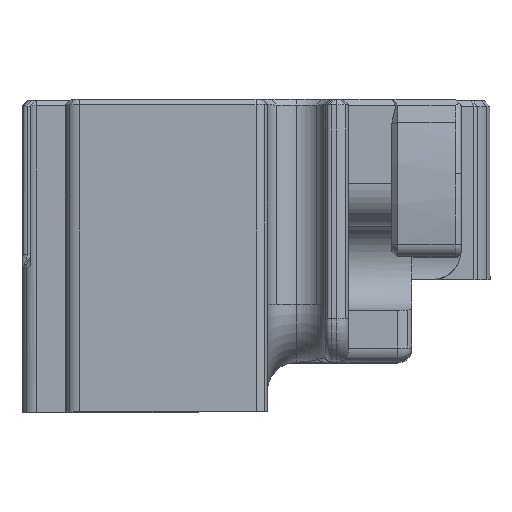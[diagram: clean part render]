
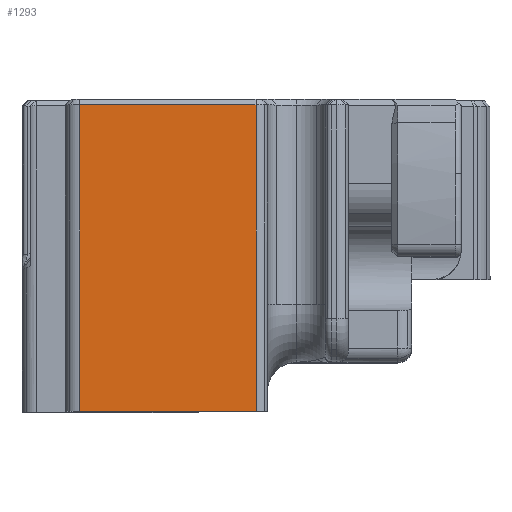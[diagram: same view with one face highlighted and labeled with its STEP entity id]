
A CAD part, top view. The second image highlights one B-rep face of the part: STEP entity #1293.
In plain terms, the highlighted planar face has unit normal (0, 0, 1).
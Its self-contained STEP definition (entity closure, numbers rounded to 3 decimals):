
#144 = DIRECTION ( 'NONE',  ( 0., 1., 0. ) ) ;
#578 = DIRECTION ( 'NONE',  ( 0., 0., -1. ) ) ;
#864 = DIRECTION ( 'NONE',  ( -1., 0., 0. ) ) ;
#1293 = ADVANCED_FACE ( 'NONE', ( #4218 ), #14470, .F. ) ;
#1881 = EDGE_CURVE ( 'NONE', #3676, #13983, #9195, .T. ) ;
#2008 = CARTESIAN_POINT ( 'NONE',  ( -71.829, 149.742, 40.967 ) ) ;
#2253 = DIRECTION ( 'NONE',  ( 0., -1., 0. ) ) ;
#2841 = EDGE_CURVE ( 'NONE', #11218, #8867, #13678, .T. ) ;
#2879 = EDGE_CURVE ( 'NONE', #8867, #3676, #12990, .T. ) ;
#3418 = ORIENTED_EDGE ( 'NONE', *, *, #13129, .F. ) ;
#3676 = VERTEX_POINT ( 'NONE', #7046 ) ;
#4042 = VECTOR ( 'NONE', #2253, 1000. ) ;
#4218 = FACE_OUTER_BOUND ( 'NONE', #12807, .T. ) ;
#5930 = VECTOR ( 'NONE', #9329, 1000. ) ;
#6374 = VECTOR ( 'NONE', #7633, 1000. ) ;
#6630 = CARTESIAN_POINT ( 'NONE',  ( -59.629, 128.542, 40.967 ) ) ;
#6971 = AXIS2_PLACEMENT_3D ( 'NONE', #11098, #578, #864 ) ;
#7046 = CARTESIAN_POINT ( 'NONE',  ( -59.629, 149.742, 40.967 ) ) ;
#7087 = CARTESIAN_POINT ( 'NONE',  ( -59.629, 129.842, 40.967 ) ) ;
#7633 = DIRECTION ( 'NONE',  ( -1., 0., 0. ) ) ;
#8754 = CARTESIAN_POINT ( 'NONE',  ( -56.679, 128.542, 40.967 ) ) ;
#8867 = VERTEX_POINT ( 'NONE', #2008 ) ;
#9195 = LINE ( 'NONE', #7087, #4042 ) ;
#9329 = DIRECTION ( 'NONE',  ( 1., 0., 0. ) ) ;
#10152 = CARTESIAN_POINT ( 'NONE',  ( -71.829, 118.542, 40.967 ) ) ;
#10466 = VECTOR ( 'NONE', #144, 1000. ) ;
#11098 = CARTESIAN_POINT ( 'NONE',  ( -53.729, 108.542, 40.967 ) ) ;
#11218 = VERTEX_POINT ( 'NONE', #13161 ) ;
#11867 = CARTESIAN_POINT ( 'NONE',  ( -57.054, 149.742, 40.967 ) ) ;
#12067 = ORIENTED_EDGE ( 'NONE', *, *, #1881, .F. ) ;
#12201 = LINE ( 'NONE', #8754, #6374 ) ;
#12217 = ORIENTED_EDGE ( 'NONE', *, *, #2841, .F. ) ;
#12807 = EDGE_LOOP ( 'NONE', ( #12067, #14658, #12217, #3418 ) ) ;
#12990 = LINE ( 'NONE', #11867, #5930 ) ;
#13129 = EDGE_CURVE ( 'NONE', #13983, #11218, #12201, .T. ) ;
#13161 = CARTESIAN_POINT ( 'NONE',  ( -71.829, 128.542, 40.967 ) ) ;
#13678 = LINE ( 'NONE', #10152, #10466 ) ;
#13983 = VERTEX_POINT ( 'NONE', #6630 ) ;
#14470 = PLANE ( 'NONE',  #6971 ) ;
#14658 = ORIENTED_EDGE ( 'NONE', *, *, #2879, .F. ) ;
